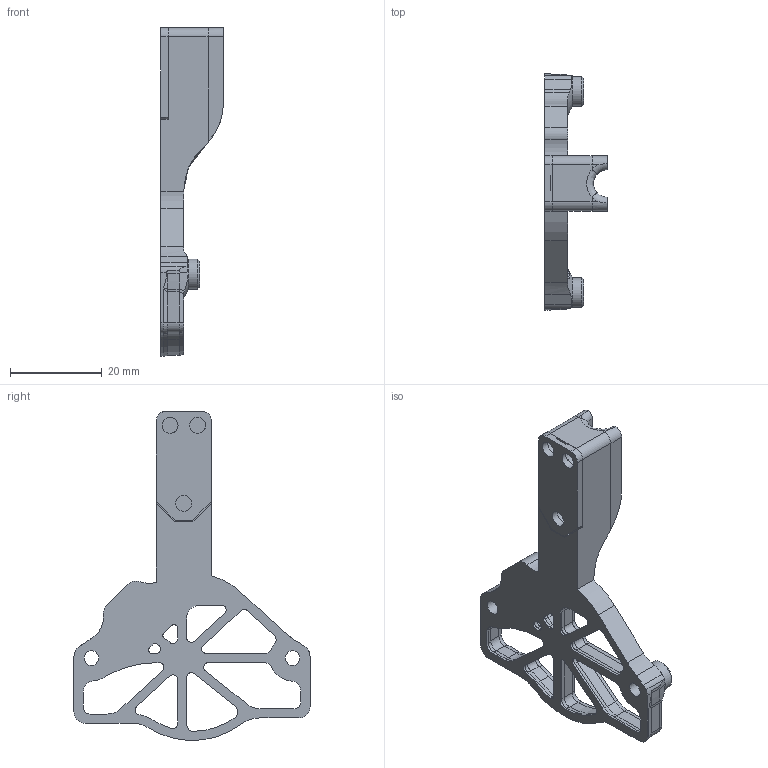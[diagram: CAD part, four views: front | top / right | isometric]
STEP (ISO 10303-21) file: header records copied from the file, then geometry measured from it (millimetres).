
FILE_DESCRIPTION(/* description */ ('','CAx-IF Rec.Pracs.---Representation and Presentation of Product Manufacturing Information (PMI)---4.0---2014-10-13'),/* implementation_level */ '2;1');
FILE_NAME(/* name */ 'EBB36 sherpa mini mount.step',/* time_stamp */ '2025-01-27T17:00:11-06:00',/* author */ (''),/* organization */ (''),/* preprocessor_version */ 'ST-DEVELOPER v20',/* originating_system */ 'Autodesk Translation Framework v13.20.0.188',/* authorisation */ '');
FILE_SCHEMA (('AP242_MANAGED_MODEL_BASED_3D_ENGINEERING_MIM_LF { 1 0 10303 442 1 1 4 }'));
Length unit declared in the file: millimetre
Products named in the file (1): EBB36 sherpa mini mount
Bounding box: 13.62 x 51.44 x 71.66 mm (x, y, z)
Volume: 7926.6 mm3; surface area: 6811.2 mm2
Topology: 2 solids, 2 shells, 388 faces, 921 edges, 538 vertices
Faces by surface type: plane 166, cylinder 115, cone 84, bspline 21, torus 2
Full cylindrical faces by diameter (mm): 3.2 x2, 3.5 x5, 4.6 x3, 6.5 x2
Entity records: 11515 total; most frequent: CARTESIAN_POINT 2524, DIRECTION 1885, ORIENTED_EDGE 1842, EDGE_CURVE 921, AXIS2_PLACEMENT_3D 651, LINE 583, VECTOR 583, VERTEX_POINT 538
